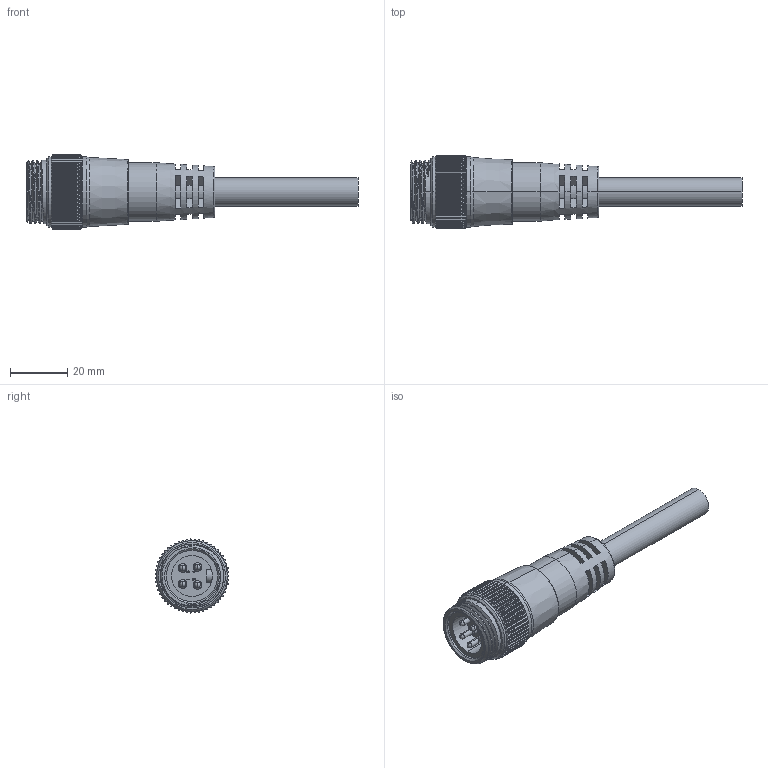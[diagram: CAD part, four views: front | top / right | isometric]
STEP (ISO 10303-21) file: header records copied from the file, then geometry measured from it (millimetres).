
FILE_DESCRIPTION (( 'STEP AP214' ), '1' );
FILE_NAME ('ZP-S1C-4MPX-6M.step', '2016-03-08T22:17:38', ( '' ), ( '' ), 'SwSTEP 2.0', 'SolidWorks 2015', '' );
FILE_SCHEMA (( 'AUTOMOTIVE_DESIGN' ));
Length unit declared in the file: millimetre
Products named in the file (1): ZP-S1C-4MPX-6M
Bounding box: 115.9 x 25.83 x 25.84 mm (x, y, z)
Volume: 26095.4 mm3; surface area: 13334.5 mm2
Topology: 6 solids, 6 shells, 606 faces, 1692 edges, 1114 vertices
Faces by surface type: cylinder 326, plane 218, cone 25, bspline 23, sphere 8, torus 6
Entity records: 23521 total; most frequent: CARTESIAN_POINT 9208, ORIENTED_EDGE 3352, DIRECTION 2412, EDGE_CURVE 1676, VERTEX_POINT 1106, AXIS2_PLACEMENT_3D 886, B_SPLINE_CURVE_WITH_KNOTS 723, VECTOR 640
